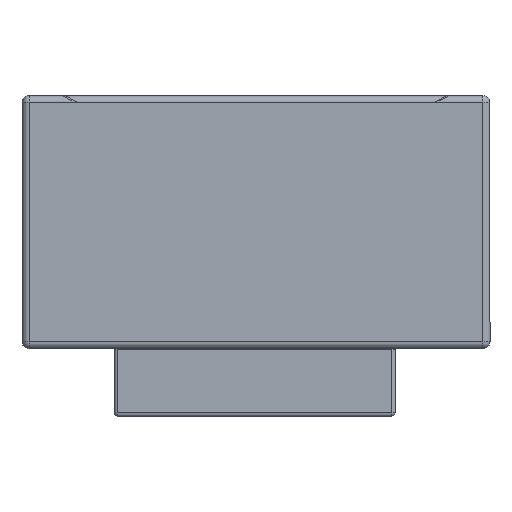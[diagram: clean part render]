
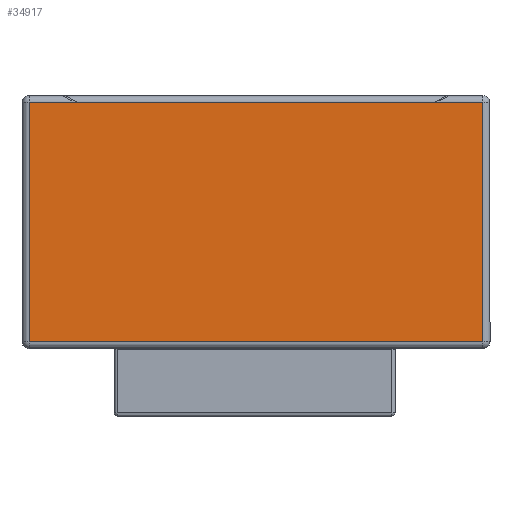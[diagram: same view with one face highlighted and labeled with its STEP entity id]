
A CAD part, front view. The second image highlights one B-rep face of the part: STEP entity #34917.
In plain terms, the highlighted planar face has unit normal (0, -1, 0).
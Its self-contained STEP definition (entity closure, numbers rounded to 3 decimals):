
#2924=PLANE('',#37912);
#5356=LINE('',#59881,#8257);
#5357=LINE('',#59883,#8258);
#5361=LINE('',#59889,#8262);
#5362=LINE('',#59891,#8263);
#8257=VECTOR('',#44895,10.);
#8258=VECTOR('',#44898,10.);
#8262=VECTOR('',#44906,10.);
#8263=VECTOR('',#44909,10.);
#10782=FACE_OUTER_BOUND('',#12999,.T.);
#12999=EDGE_LOOP('',(#29630,#29631,#29632,#29633));
#16909=VERTEX_POINT('',#59849);
#16912=VERTEX_POINT('',#59859);
#16914=VERTEX_POINT('',#59867);
#16917=VERTEX_POINT('',#59874);
#21393=EDGE_CURVE('',#16914,#16917,#5356,.T.);
#21394=EDGE_CURVE('',#16917,#16912,#5357,.T.);
#21398=EDGE_CURVE('',#16909,#16914,#5361,.T.);
#21399=EDGE_CURVE('',#16912,#16909,#5362,.T.);
#29630=ORIENTED_EDGE('',*,*,#21393,.F.);
#29631=ORIENTED_EDGE('',*,*,#21398,.F.);
#29632=ORIENTED_EDGE('',*,*,#21399,.F.);
#29633=ORIENTED_EDGE('',*,*,#21394,.F.);
#34917=ADVANCED_FACE('',(#10782),#2924,.T.);
#37912=AXIS2_PLACEMENT_3D('',#59905,#44929,#44930);
#44895=DIRECTION('',(1.,0.,0.));
#44898=DIRECTION('',(0.,0.,-1.));
#44906=DIRECTION('',(0.,0.,1.));
#44909=DIRECTION('',(-1.,0.,0.));
#44929=DIRECTION('center_axis',(0.,-1.,0.));
#44930=DIRECTION('ref_axis',(1.,0.,0.));
#59849=CARTESIAN_POINT('',(-6.455,-4.388,-1.6));
#59859=CARTESIAN_POINT('',(6.455,-4.388,-1.6));
#59867=CARTESIAN_POINT('',(-6.455,-4.388,5.2));
#59874=CARTESIAN_POINT('',(6.455,-4.388,5.2));
#59881=CARTESIAN_POINT('',(-3.327,-4.388,5.2));
#59883=CARTESIAN_POINT('',(6.455,-4.388,1.8));
#59889=CARTESIAN_POINT('',(-6.455,-4.388,1.8));
#59891=CARTESIAN_POINT('',(-0.275,-4.388,-1.6));
#59905=CARTESIAN_POINT('Origin',(-6.655,-4.388,-1.8));
